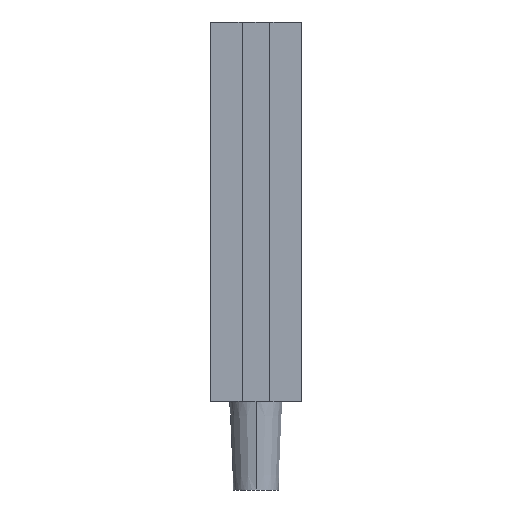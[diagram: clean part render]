
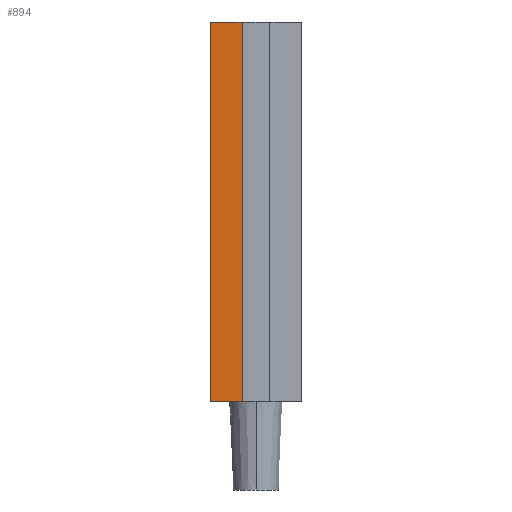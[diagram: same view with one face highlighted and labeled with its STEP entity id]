
A CAD part, left-side view. The second image highlights one B-rep face of the part: STEP entity #894.
In plain terms, the highlighted planar face has unit normal (-1, 0, 0).
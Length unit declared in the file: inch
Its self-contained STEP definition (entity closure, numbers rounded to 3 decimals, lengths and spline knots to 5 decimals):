
#13 = DIRECTION ( 'NONE',  ( 0., 0., 1. ) ) ;
#14 = LINE ( 'NONE', #439, #60 ) ;
#17 = DIRECTION ( 'NONE',  ( 1., 0., 0. ) ) ;
#21 = AXIS2_PLACEMENT_3D ( 'NONE', #732, #17, #520 ) ;
#60 = VECTOR ( 'NONE', #13, 39.37008 ) ;
#96 = EDGE_CURVE ( 'NONE', #814, #228, #628, .T. ) ;
#175 = CARTESIAN_POINT ( 'NONE',  ( -0.2375, 0.2375, 1.975 ) ) ;
#208 = CARTESIAN_POINT ( 'NONE',  ( -0.2375, 0.0725, 1.975 ) ) ;
#209 = VERTEX_POINT ( 'NONE', #208 ) ;
#228 = VERTEX_POINT ( 'NONE', #416 ) ;
#243 = ORIENTED_EDGE ( 'NONE', *, *, #647, .F. ) ;
#244 = VECTOR ( 'NONE', #690, 39.37008 ) ;
#416 = CARTESIAN_POINT ( 'NONE',  ( -0.2375, 0.0725, 0. ) ) ;
#439 = CARTESIAN_POINT ( 'NONE',  ( -0.2375, 0.0725, 0. ) ) ;
#446 = EDGE_CURVE ( 'NONE', #506, #814, #838, .T. ) ;
#469 = ORIENTED_EDGE ( 'NONE', *, *, #446, .T. ) ;
#506 = VERTEX_POINT ( 'NONE', #535 ) ;
#520 = DIRECTION ( 'NONE',  ( 0., 0., -1. ) ) ;
#535 = CARTESIAN_POINT ( 'NONE',  ( -0.2375, 0.2375, 1.975 ) ) ;
#560 = VECTOR ( 'NONE', #841, 39.37008 ) ;
#589 = PLANE ( 'NONE',  #21 ) ;
#628 = LINE ( 'NONE', #757, #244 ) ;
#631 = ORIENTED_EDGE ( 'NONE', *, *, #96, .T. ) ;
#647 = EDGE_CURVE ( 'NONE', #506, #209, #739, .T. ) ;
#650 = VECTOR ( 'NONE', #811, 39.37008 ) ;
#651 = EDGE_LOOP ( 'NONE', ( #631, #745, #243, #469 ) ) ;
#656 = CARTESIAN_POINT ( 'NONE',  ( -0.2375, 0.2375, 0. ) ) ;
#690 = DIRECTION ( 'NONE',  ( 0., -1., 0. ) ) ;
#732 = CARTESIAN_POINT ( 'NONE',  ( -0.2375, -0.2375, 1.975 ) ) ;
#739 = LINE ( 'NONE', #837, #560 ) ;
#745 = ORIENTED_EDGE ( 'NONE', *, *, #835, .T. ) ;
#757 = CARTESIAN_POINT ( 'NONE',  ( -0.2375, -0.2375, 0. ) ) ;
#811 = DIRECTION ( 'NONE',  ( 0., 0., -1. ) ) ;
#814 = VERTEX_POINT ( 'NONE', #656 ) ;
#835 = EDGE_CURVE ( 'NONE', #228, #209, #14, .T. ) ;
#837 = CARTESIAN_POINT ( 'NONE',  ( -0.2375, -0.2375, 1.975 ) ) ;
#838 = LINE ( 'NONE', #175, #650 ) ;
#841 = DIRECTION ( 'NONE',  ( 0., -1., 0. ) ) ;
#891 = FACE_OUTER_BOUND ( 'NONE', #651, .T. ) ;
#894 = ADVANCED_FACE ( 'NONE', ( #891 ), #589, .F. ) ;
